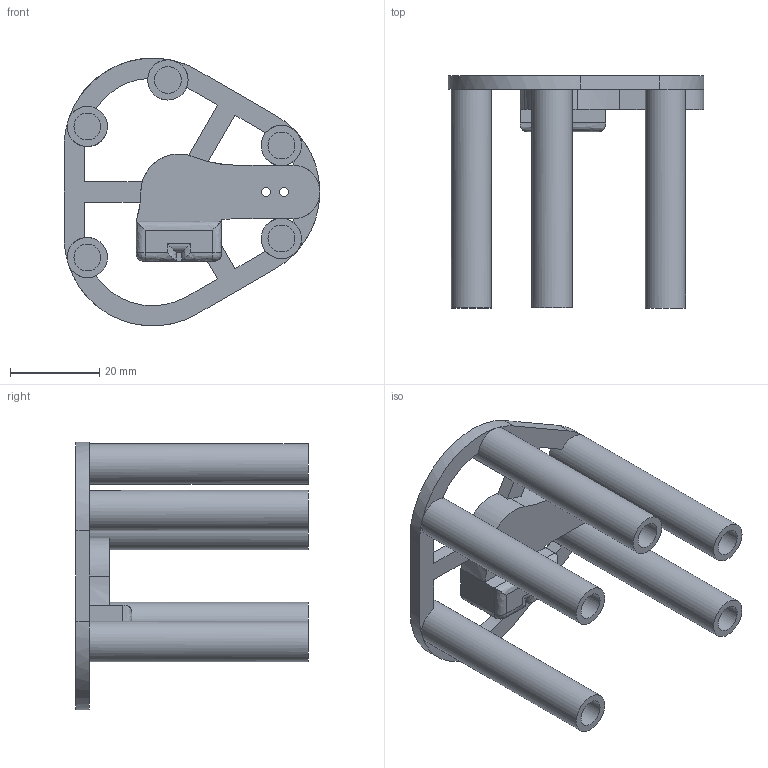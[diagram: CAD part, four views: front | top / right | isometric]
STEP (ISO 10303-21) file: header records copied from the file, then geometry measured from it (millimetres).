
FILE_DESCRIPTION(/* description */ ('STEP AP242','CAx-IF Rec.Pracs.---Representation and Presentation of Product Manufacturing Information (PMI)---4.0---2014-10-13','CAx-IF Rec.Pracs.---3D Tessellated Geometry---0.4---2014-09-14','2;1'),/* implementation_level */ '2;1');
FILE_NAME(/* name */ '6855f1e9c5ed350367ee5eba',/* time_stamp */ '2025-06-20T23:42:33Z',/* author */ (''),/* organization */ (''),/* preprocessor_version */ 'ST-DEVELOPER v20',/* originating_system */ 'ONSHAPE BY PTC INC, 1.199',/* authorisation */ ' ');
FILE_SCHEMA (('AP242_MANAGED_MODEL_BASED_3D_ENGINEERING_MIM_LF { 1 0 10303 442 1 1 4 }'));
Length unit declared in the file: metre
Products named in the file (1): Part 1
Bounding box: 57.14 x 51.9 x 59.86 mm (x, y, z)
Volume: 15671.6 mm3; surface area: 17695.6 mm2
Topology: 1 solids, 1 shells, 100 faces, 273 edges, 175 vertices
Faces by surface type: plane 51, cylinder 36, bspline 13
Full cylindrical faces by diameter (mm): 2 x2, 6 x7, 9 x5
Entity records: 3728 total; most frequent: CARTESIAN_POINT 1281, ORIENTED_EDGE 504, DIRECTION 486, EDGE_CURVE 252, AXIS2_PLACEMENT_3D 187, VERTEX_POINT 168, EDGE_LOOP 130, FACE_BOUND 130
